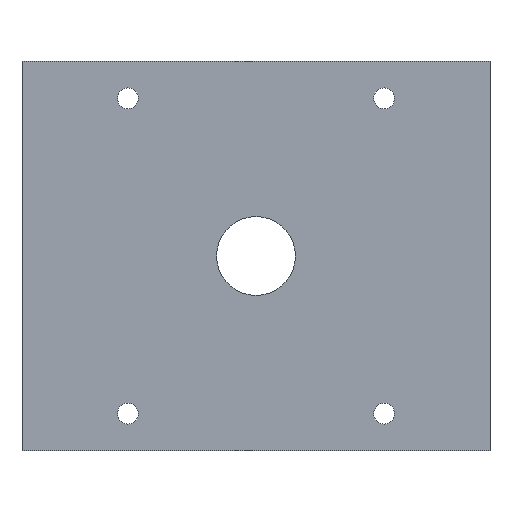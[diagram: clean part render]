
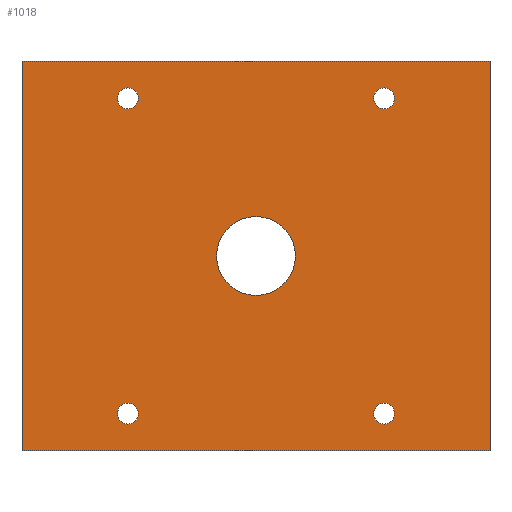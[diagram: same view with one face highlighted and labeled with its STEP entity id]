
A CAD part, front view. The second image highlights one B-rep face of the part: STEP entity #1018.
In plain terms, the highlighted planar face has unit normal (0, -1, 0).
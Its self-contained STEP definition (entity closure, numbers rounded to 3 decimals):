
#427=CARTESIAN_POINT('POINT23',(89.294,-22.225,101.6));
#428=VERTEX_POINT('VERTEX23',#427);
#436=CARTESIAN_POINT('POINT24',(75.806,-22.225,101.6));
#437=VERTEX_POINT('VERTEX24',#436);
#444=CARTESIAN_POINT('POS53',(82.55,-22.225,101.6));
#445=DIRECTION('DIR89',(0.,-1.,0.));
#446=DIRECTION('DIR90',(-1.,0.,0.));
#447=AXIS2_PLACEMENT_3D('AXIS37',#444,#445,#446);
#448=CIRCLE('ELLIPSE21',#447,6.744);
#449=EDGE_CURVE('EDGE37',#437,#428,#448,.T.);
#462=CARTESIAN_POINT('POS55',(82.55,-22.225,101.6));
#463=DIRECTION('DIR93',(0.,-1.,0.));
#464=DIRECTION('DIR94',(1.,0.,0.));
#465=AXIS2_PLACEMENT_3D('AXIS39',#462,#463,#464);
#466=CIRCLE('ELLIPSE22',#465,6.744);
#467=EDGE_CURVE('EDGE38',#428,#437,#466,.T.);
#479=CARTESIAN_POINT('POINT26',(-25.4,-22.225,
   0.));
#480=VERTEX_POINT('VERTEX26',#479);
#496=CARTESIAN_POINT('POINT28',(25.4,-22.225,
   0.));
#497=VERTEX_POINT('VERTEX28',#496);
#504=CARTESIAN_POINT('POS60',(0.,-22.225,0.));
#505=DIRECTION('DIR101',(0.,-1.,0.));
#506=DIRECTION('DIR102',(1.,0.,0.));
#507=AXIS2_PLACEMENT_3D('AXIS42',#504,#505,#506);
#508=CIRCLE('ELLIPSE24',#507,25.4);
#509=EDGE_CURVE('EDGE42',#497,#480,#508,.T.);
#528=CARTESIAN_POINT('POS63',(0.,-22.225,
   0.));
#529=DIRECTION('DIR107',(0.,-1.,0.));
#530=DIRECTION('DIR108',(-1.,0.,0.));
#531=AXIS2_PLACEMENT_3D('AXIS45',#528,#529,#530);
#532=CIRCLE('ELLIPSE26',#531,25.4);
#533=EDGE_CURVE('EDGE44',#480,#497,#532,.T.);
#545=CARTESIAN_POINT('POINT30',(89.294,-22.225,-101.6));
#546=VERTEX_POINT('VERTEX30',#545);
#562=CARTESIAN_POINT('POINT32',(75.806,-22.225,-101.6));
#563=VERTEX_POINT('VERTEX32',#562);
#570=CARTESIAN_POINT('POS68',(82.55,-22.225,-101.6));
#571=DIRECTION('DIR115',(0.,-1.,0.));
#572=DIRECTION('DIR116',(-1.,0.,0.));
#573=AXIS2_PLACEMENT_3D('AXIS48',#570,#571,#572);
#574=CIRCLE('ELLIPSE28',#573,6.744);
#575=EDGE_CURVE('EDGE48',#563,#546,#574,.T.);
#594=CARTESIAN_POINT('POS71',(82.55,-22.225,-101.6));
#595=DIRECTION('DIR121',(0.,-1.,0.));
#596=DIRECTION('DIR122',(1.,0.,0.));
#597=AXIS2_PLACEMENT_3D('AXIS51',#594,#595,#596);
#598=CIRCLE('ELLIPSE30',#597,6.744);
#599=EDGE_CURVE('EDGE50',#546,#563,#598,.T.);
#611=CARTESIAN_POINT('POINT34',(-75.806,-22.225,101.6));
#612=VERTEX_POINT('VERTEX34',#611);
#628=CARTESIAN_POINT('POINT36',(-89.294,-22.225,101.6));
#629=VERTEX_POINT('VERTEX36',#628);
#636=CARTESIAN_POINT('POS76',(-82.55,-22.225,101.6));
#637=DIRECTION('DIR129',(0.,-1.,0.));
#638=DIRECTION('DIR130',(-1.,0.,0.));
#639=AXIS2_PLACEMENT_3D('AXIS54',#636,#637,#638);
#640=CIRCLE('ELLIPSE32',#639,6.744);
#641=EDGE_CURVE('EDGE54',#629,#612,#640,.T.);
#660=CARTESIAN_POINT('POS79',(-82.55,-22.225,101.6));
#661=DIRECTION('DIR135',(0.,-1.,0.));
#662=DIRECTION('DIR136',(1.,0.,0.));
#663=AXIS2_PLACEMENT_3D('AXIS57',#660,#661,#662);
#664=CIRCLE('ELLIPSE34',#663,6.744);
#665=EDGE_CURVE('EDGE56',#612,#629,#664,.T.);
#677=CARTESIAN_POINT('POINT38',(-75.806,-22.225,-101.6))
   ;
#678=VERTEX_POINT('VERTEX38',#677);
#694=CARTESIAN_POINT('POINT40',(-89.294,-22.225,-101.6))
   ;
#695=VERTEX_POINT('VERTEX40',#694);
#702=CARTESIAN_POINT('POS84',(-82.55,-22.225,-101.6));
#703=DIRECTION('DIR143',(0.,-1.,0.));
#704=DIRECTION('DIR144',(-1.,0.,0.));
#705=AXIS2_PLACEMENT_3D('AXIS60',#702,#703,#704);
#706=CIRCLE('ELLIPSE36',#705,6.744);
#707=EDGE_CURVE('EDGE60',#695,#678,#706,.T.);
#726=CARTESIAN_POINT('POS87',(-82.55,-22.225,-101.6));
#727=DIRECTION('DIR149',(0.,-1.,0.));
#728=DIRECTION('DIR150',(1.,0.,0.));
#729=AXIS2_PLACEMENT_3D('AXIS63',#726,#727,#728);
#730=CIRCLE('ELLIPSE38',#729,6.744);
#731=EDGE_CURVE('EDGE62',#678,#695,#730,.T.);
#959=ORIENTED_EDGE('COEDGE137',*,*,#731,.F.);
#960=ORIENTED_EDGE('COEDGE138',*,*,#707,.F.);
#961=EDGE_LOOP('NONE',(#959,#960));
#962=FACE_BOUND('LOOP1',#961,.T.);
#963=ORIENTED_EDGE('COEDGE139',*,*,#665,.F.);
#964=ORIENTED_EDGE('COEDGE140',*,*,#641,.F.);
#965=EDGE_LOOP('NONE',(#963,#964));
#966=FACE_BOUND('LOOP1',#965,.T.);
#967=ORIENTED_EDGE('COEDGE141',*,*,#599,.F.);
#968=ORIENTED_EDGE('COEDGE142',*,*,#575,.F.);
#969=EDGE_LOOP('NONE',(#967,#968));
#970=FACE_BOUND('LOOP1',#969,.T.);
#971=CARTESIAN_POINT('POINT51',(150.813,-22.225,
   -125.413));
#972=VERTEX_POINT('VERTEX51',#971);
#973=CARTESIAN_POINT('POINT52',(150.813,-22.225,125.413
   ));
#974=VERTEX_POINT('VERTEX52',#973);
#975=CARTESIAN_POINT('POS113',(150.813,-22.225,-125.413
   ));
#976=DIRECTION('DIR195',(0.,0.,1.));
#977=VECTOR('VEC31',#976,1.);
#978=LINE('STRAIGHT31',#975,#977);
#979=EDGE_CURVE('EDGE79',#972,#974,#978,.T.);
#980=ORIENTED_EDGE('COEDGE143',*,*,#979,.T.);
#981=CARTESIAN_POINT('POINT53',(-150.813,-22.225,
   125.413));
#982=VERTEX_POINT('VERTEX53',#981);
#983=CARTESIAN_POINT('POS114',(150.813,-22.225,125.413)
   );
#984=DIRECTION('DIR196',(-1.,0.,0.));
#985=VECTOR('VEC32',#984,1.);
#986=LINE('STRAIGHT32',#983,#985);
#987=EDGE_CURVE('EDGE80',#974,#982,#986,.T.);
#988=ORIENTED_EDGE('COEDGE144',*,*,#987,.T.);
#989=CARTESIAN_POINT('POINT54',(-150.813,-22.225,
   -125.413));
#990=VERTEX_POINT('VERTEX54',#989);
#991=CARTESIAN_POINT('POS115',(-150.813,-22.225,125.413
   ));
#992=DIRECTION('DIR197',(0.,0.,-1.));
#993=VECTOR('VEC33',#992,1.);
#994=LINE('STRAIGHT33',#991,#993);
#995=EDGE_CURVE('EDGE81',#982,#990,#994,.T.);
#996=ORIENTED_EDGE('COEDGE145',*,*,#995,.T.);
#997=CARTESIAN_POINT('POS116',(-150.813,-22.225,
   -125.413));
#998=DIRECTION('DIR198',(1.,0.,0.));
#999=VECTOR('VEC34',#998,1.);
#1000=LINE('STRAIGHT34',#997,#999);
#1001=EDGE_CURVE('EDGE82',#990,#972,#1000,.T.);
#1002=ORIENTED_EDGE('COEDGE146',*,*,#1001,.T.);
#1003=EDGE_LOOP('NONE',(#980,#988,#996,#1002));
#1004=FACE_BOUND('LOOP1',#1003,.T.);
#1005=ORIENTED_EDGE('COEDGE147',*,*,#533,.F.);
#1006=ORIENTED_EDGE('COEDGE148',*,*,#509,.F.);
#1007=EDGE_LOOP('NONE',(#1005,#1006));
#1008=FACE_BOUND('LOOP1',#1007,.T.);
#1009=ORIENTED_EDGE('COEDGE149',*,*,#467,.F.);
#1010=ORIENTED_EDGE('COEDGE150',*,*,#449,.F.);
#1011=EDGE_LOOP('NONE',(#1009,#1010));
#1012=FACE_BOUND('LOOP1',#1011,.T.);
#1013=CARTESIAN_POINT('POS117',(0.,-22.225,0.));
#1014=DIRECTION('DIR199',(0.,-1.,0.));
#1015=DIRECTION('DIR200',(1.,0.,0.));
#1016=AXIS2_PLACEMENT_3D('AXIS83',#1013,#1014,#1015);
#1017=PLANE('PLANE5',#1016);
#1018=ADVANCED_FACE('FACE35',(#962,#966,#970,#1004,#1008,#1012),#1017,
   .T.);
